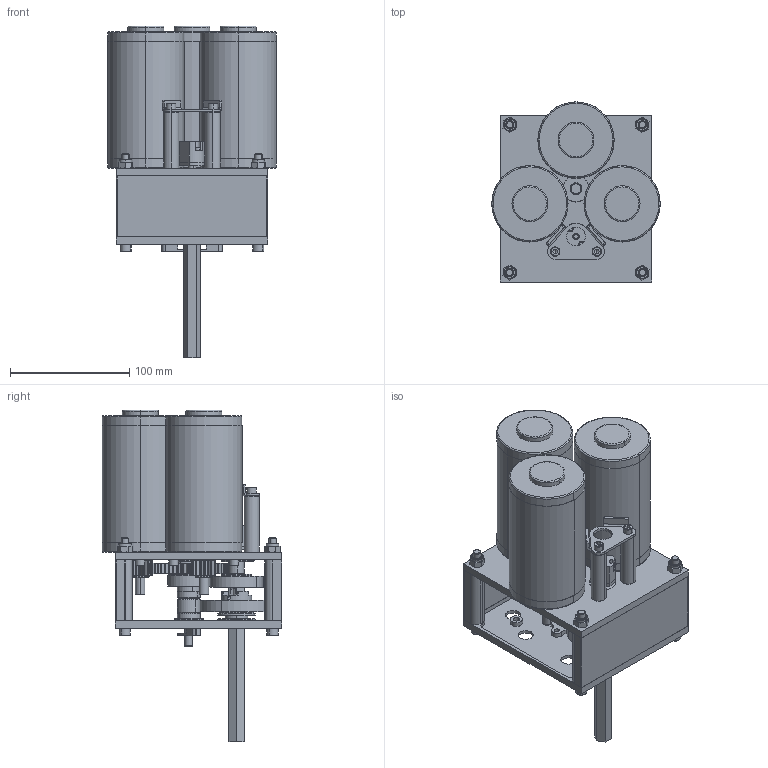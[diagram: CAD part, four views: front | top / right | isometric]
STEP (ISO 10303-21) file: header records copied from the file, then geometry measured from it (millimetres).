
FILE_DESCRIPTION (( 'STEP AP214' ), '1' );
FILE_NAME ('am-3039 Super Sonic Shifter.STEP', '2014-12-18T22:50:56', ( '' ), ( '' ), 'SwSTEP 2.0', 'SolidWorks 2014', '' );
FILE_SCHEMA (( 'AUTOMOTIVE_DESIGN' ));
Length unit declared in the file: inch
Products named in the file (39): Motor plate; R3 Bearing_smart; FR8ZZ Hex Bearing b; 0.1875 e-clip_97431A280; Dog Gear; Shifter Shaft Rev1 3CIM Shifter; fr6; Shift Cap; 48T Large Output Gear am-0022; Shift Block 2; 35T Small Output Gear am-0023; Spacer am-1181; 15T Hex Bore Gear; 375ID x 375t spacer - SPS-0500-0375-0375; 28T Medium Cluster Gear; Toughbox 50T Large Cluster; 0.125t x 500 hex spacer; FR6ZZ Bearing1; 500-e-klip; Toughbox d09; CIM Motor SW1; 10-32x2250_shcs_HX-SHCS 0.19-32x1.375x1-C; SHCS 10-32 x 0.625; 5-16 washer; am-3039 Super Sonic Shifter; Cylender mount plate; 8mm spring clip; 1.867 Spacer; 250x1000 dowel; Output shaft; input-encoder shaft; Shaft Plate w- 3rd stage opt; Toughbox d29a; 250-20 Nylock Nut; Shift Body Plate Shaft Asm 3CIM; SHCS 14-20 x 3; Shift Shaft Spacer am-0300; Spacer Rev1-2; 4-40x0250_shcs_smart
Assembly tree (69 placements, depth 3):
  am-3039 Super Sonic Shifter
    CIM Motor SW1  x3
    FR6ZZ Bearing1  x3
    Toughbox 50T Large Cluster
    28T Medium Cluster Gear
    15T Hex Bore Gear
    35T Small Output Gear am-0023
    48T Large Output Gear am-0022
    fr6
    Dog Gear
    FR8ZZ Hex Bearing b  x2
    Motor plate
    Spacer Rev1-2  x2
    SHCS 14-20 x 3  x4
    250-20 Nylock Nut  x4
    Shaft Plate w- 3rd stage opt
    Output shaft
    1.867 Spacer  x2
    Cylender mount plate
    10-32x2250_shcs_HX-SHCS 0.19-32x1.375x1-C  x2
    500-e-klip
    0.125t x 500 hex spacer
    375ID x 375t spacer - SPS-0500-0375-0375
    Spacer am-1181  x3
    Shift Body Plate Shaft Asm 3CIM
      Shift Block 2
      Shift Cap
      Shifter Shaft Rev1 3CIM Shifter
      0.1875 e-clip_97431A280
      R3 Bearing_smart
      4-40x0250_shcs_smart  x2
      Shift Shaft Spacer am-0300
    Toughbox d29a
    input-encoder shaft
    250x1000 dowel
    8mm spring clip  x3
    5-16 washer  x6
    SHCS 10-32 x 0.625  x6
    Toughbox d09  x3
Bounding box: 141.33 x 150.85 x 278.32 mm (x, y, z)
Volume: 1449047.3 mm3; surface area: 308832.1 mm2
Topology: 68 solids, 68 shells, 1946 faces, 4928 edges, 3174 vertices
Faces by surface type: cylinder 1032, plane 618, cone 252, torus 36, bspline 8
Entity records: 45308 total; most frequent: CARTESIAN_POINT 7557, DIRECTION 7481, ORIENTED_EDGE 6534, EDGE_CURVE 3267, AXIS2_PLACEMENT_3D 3016, VERTEX_POINT 2129, CIRCLE 1700, VECTOR 1449
